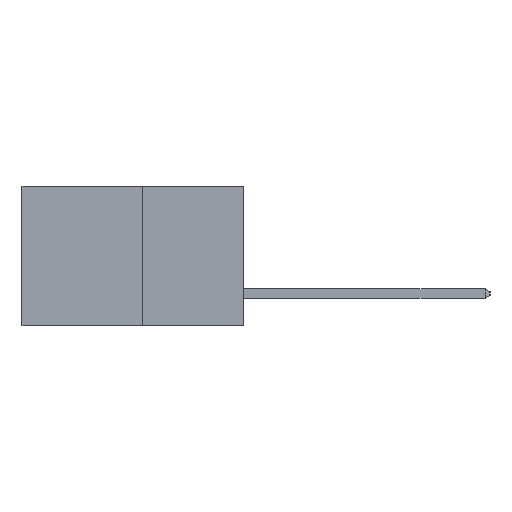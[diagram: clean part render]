
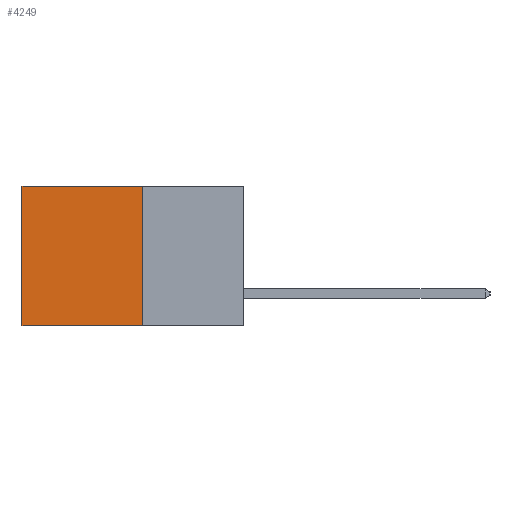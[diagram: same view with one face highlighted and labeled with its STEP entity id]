
A CAD part, left-side view. The second image highlights one B-rep face of the part: STEP entity #4249.
In plain terms, the highlighted planar face has unit normal (-1, 0, 0).
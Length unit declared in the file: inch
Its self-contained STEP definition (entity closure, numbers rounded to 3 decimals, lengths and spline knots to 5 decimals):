
#5 = PLANE ( 'NONE',  #8702 ) ;
#694 = VERTEX_POINT ( 'NONE', #5743 ) ;
#1098 = ORIENTED_EDGE ( 'NONE', *, *, #3782, .T. ) ;
#1492 = ORIENTED_EDGE ( 'NONE', *, *, #13490, .F. ) ;
#2048 = VECTOR ( 'NONE', #6457, 39.37008 ) ;
#3487 = LINE ( 'NONE', #5772, #11857 ) ;
#3493 = CARTESIAN_POINT ( 'NONE',  ( 0.277, 0.27, -0.37 ) ) ;
#3782 = EDGE_CURVE ( 'NONE', #6029, #9105, #11230, .T. ) ;
#3838 = EDGE_CURVE ( 'NONE', #694, #6029, #4477, .T. ) ;
#4249 = ADVANCED_FACE ( 'NONE', ( #7433 ), #5, .F. ) ;
#4450 = ORIENTED_EDGE ( 'NONE', *, *, #3838, .T. ) ;
#4477 = LINE ( 'NONE', #7487, #7100 ) ;
#5094 = ORIENTED_EDGE ( 'NONE', *, *, #13334, .F. ) ;
#5743 = CARTESIAN_POINT ( 'NONE',  ( 0.277, 0.27, 0. ) ) ;
#5772 = CARTESIAN_POINT ( 'NONE',  ( 0.277, 0.27, -0.37 ) ) ;
#6029 = VERTEX_POINT ( 'NONE', #6394 ) ;
#6385 = CARTESIAN_POINT ( 'NONE',  ( 0.277, 0.59, -0.37 ) ) ;
#6394 = CARTESIAN_POINT ( 'NONE',  ( 0.277, 0.59, 0. ) ) ;
#6457 = DIRECTION ( 'NONE',  ( 0., 0., -1. ) ) ;
#6515 = DIRECTION ( 'NONE',  ( 1., 0., 0. ) ) ;
#6908 = DIRECTION ( 'NONE',  ( 0., 1., 0. ) ) ;
#7100 = VECTOR ( 'NONE', #8820, 39.37008 ) ;
#7433 = FACE_OUTER_BOUND ( 'NONE', #11911, .T. ) ;
#7487 = CARTESIAN_POINT ( 'NONE',  ( 0.277, 0.27, 0. ) ) ;
#8702 = AXIS2_PLACEMENT_3D ( 'NONE', #3493, #6515, #8939 ) ;
#8820 = DIRECTION ( 'NONE',  ( 0., 1., 0. ) ) ;
#8919 = VERTEX_POINT ( 'NONE', #10353 ) ;
#8939 = DIRECTION ( 'NONE',  ( 0., 0., -1. ) ) ;
#9105 = VERTEX_POINT ( 'NONE', #10989 ) ;
#9275 = VECTOR ( 'NONE', #12025, 39.37008 ) ;
#9663 = CARTESIAN_POINT ( 'NONE',  ( 0.277, 0.27, -0.37 ) ) ;
#10353 = CARTESIAN_POINT ( 'NONE',  ( 0.277, 0.27, -0.37 ) ) ;
#10989 = CARTESIAN_POINT ( 'NONE',  ( 0.277, 0.59, -0.37 ) ) ;
#11230 = LINE ( 'NONE', #6385, #2048 ) ;
#11857 = VECTOR ( 'NONE', #6908, 39.37008 ) ;
#11911 = EDGE_LOOP ( 'NONE', ( #1098, #5094, #1492, #4450 ) ) ;
#12025 = DIRECTION ( 'NONE',  ( 0., 0., -1. ) ) ;
#12398 = LINE ( 'NONE', #9663, #9275 ) ;
#13334 = EDGE_CURVE ( 'NONE', #8919, #9105, #3487, .T. ) ;
#13490 = EDGE_CURVE ( 'NONE', #694, #8919, #12398, .T. ) ;
